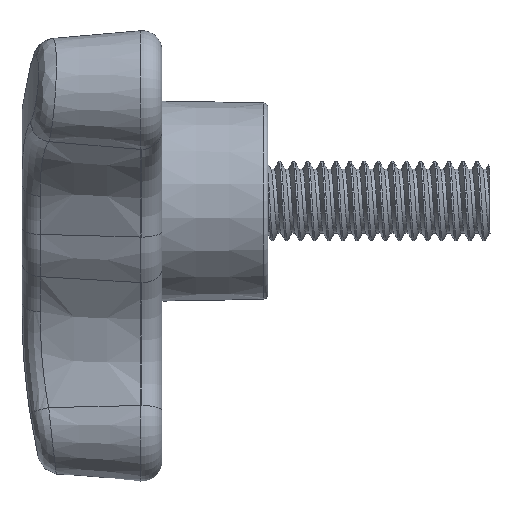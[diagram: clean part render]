
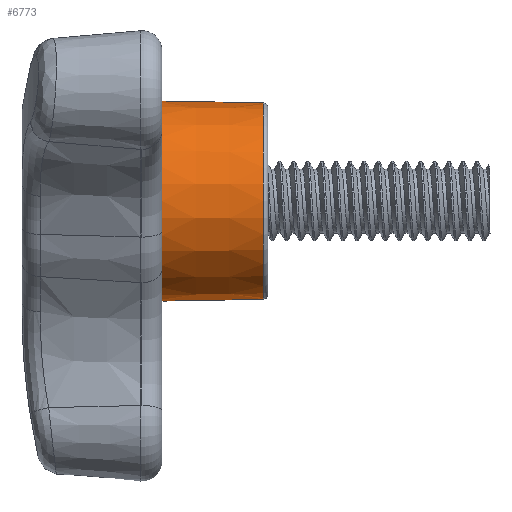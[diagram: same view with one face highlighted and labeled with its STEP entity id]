
A CAD part, left-side view. The second image highlights one B-rep face of the part: STEP entity #6773.
In plain terms, the highlighted conical face has half-angle 1 degrees and reference radius 10 mm.
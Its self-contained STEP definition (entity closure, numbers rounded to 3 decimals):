
#269 = CARTESIAN_POINT ( 'NONE',  ( 0., -14., -10. ) ) ;
#483 = ORIENTED_EDGE ( 'NONE', *, *, #4176, .T. ) ;
#931 = CARTESIAN_POINT ( 'NONE',  ( 0., -14., 10. ) ) ;
#1117 = FACE_OUTER_BOUND ( 'NONE', #16021, .T. ) ;
#1609 = ORIENTED_EDGE ( 'NONE', *, *, #5601, .T. ) ;
#1816 = DIRECTION ( 'NONE',  ( 0., 1., 0. ) ) ;
#2735 = CARTESIAN_POINT ( 'NONE',  ( 0., -24.109, 0. ) ) ;
#2757 = DIRECTION ( 'NONE',  ( 0., 1., 0.017 ) ) ;
#2948 = ORIENTED_EDGE ( 'NONE', *, *, #5777, .T. ) ;
#4176 = EDGE_CURVE ( 'NONE', #14363, #9545, #8743, .T. ) ;
#4807 = CARTESIAN_POINT ( 'NONE',  ( 0., -24.109, -9.824 ) ) ;
#4972 = EDGE_CURVE ( 'NONE', #12342, #10468, #6018, .T. ) ;
#5601 = EDGE_CURVE ( 'NONE', #9545, #10468, #13497, .T. ) ;
#5777 = EDGE_CURVE ( 'NONE', #12342, #14363, #15156, .T. ) ;
#5785 = CARTESIAN_POINT ( 'NONE',  ( 0., -24.109, 9.824 ) ) ;
#6018 = LINE ( 'NONE', #9160, #17285 ) ;
#6773 = ADVANCED_FACE ( 'NONE', ( #1117 ), #17250, .T. ) ;
#6922 = AXIS2_PLACEMENT_3D ( 'NONE', #2735, #10797, #12084 ) ;
#7071 = VECTOR ( 'NONE', #2757, 1000. ) ;
#7099 = DIRECTION ( 'NONE',  ( 0., 0., -1. ) ) ;
#7165 = CARTESIAN_POINT ( 'NONE',  ( 0., -14., 0. ) ) ;
#8743 = LINE ( 'NONE', #9421, #7071 ) ;
#9160 = CARTESIAN_POINT ( 'NONE',  ( 0., -14., -10. ) ) ;
#9421 = CARTESIAN_POINT ( 'NONE',  ( 0., -14., 10. ) ) ;
#9545 = VERTEX_POINT ( 'NONE', #931 ) ;
#10393 = DIRECTION ( 'NONE',  ( 0., 0., 1. ) ) ;
#10468 = VERTEX_POINT ( 'NONE', #269 ) ;
#10566 = DIRECTION ( 'NONE',  ( 0., -1., 0. ) ) ;
#10797 = DIRECTION ( 'NONE',  ( 0., 1., 0. ) ) ;
#11659 = CARTESIAN_POINT ( 'NONE',  ( 0., -14., 0. ) ) ;
#11813 = DIRECTION ( 'NONE',  ( 0., 1., -0.017 ) ) ;
#12084 = DIRECTION ( 'NONE',  ( 0., 0., 1. ) ) ;
#12342 = VERTEX_POINT ( 'NONE', #4807 ) ;
#13070 = AXIS2_PLACEMENT_3D ( 'NONE', #11659, #10566, #10393 ) ;
#13497 = CIRCLE ( 'NONE', #13070, 10. ) ;
#14363 = VERTEX_POINT ( 'NONE', #5785 ) ;
#15156 = CIRCLE ( 'NONE', #6922, 9.824 ) ;
#15669 = AXIS2_PLACEMENT_3D ( 'NONE', #7165, #1816, #7099 ) ;
#16021 = EDGE_LOOP ( 'NONE', ( #2948, #483, #1609, #16482 ) ) ;
#16482 = ORIENTED_EDGE ( 'NONE', *, *, #4972, .F. ) ;
#17250 = CONICAL_SURFACE ( 'NONE', #15669, 10., 0.017 ) ;
#17285 = VECTOR ( 'NONE', #11813, 1000. ) ;
